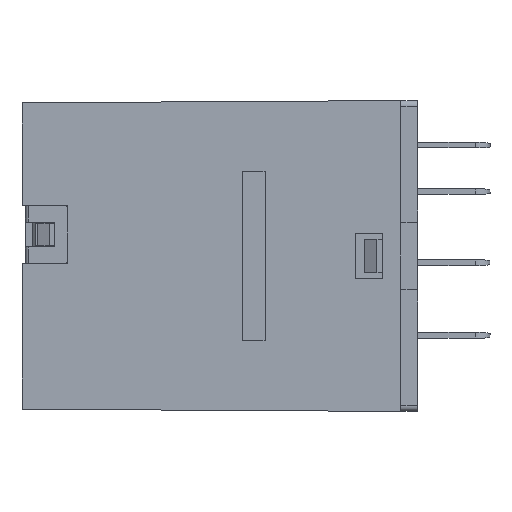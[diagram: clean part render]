
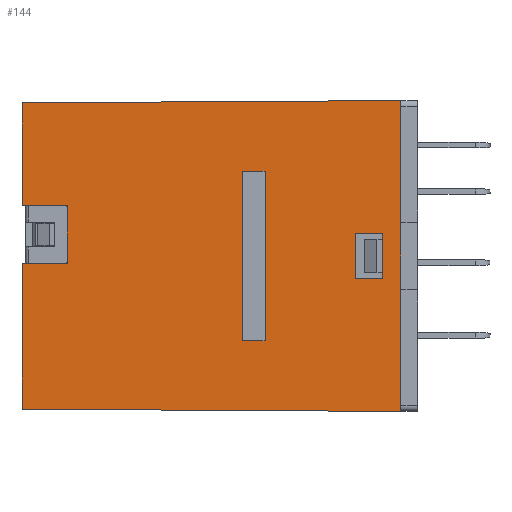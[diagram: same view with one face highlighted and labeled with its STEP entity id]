
A CAD part, left-side view. The second image highlights one B-rep face of the part: STEP entity #144.
In plain terms, the highlighted face is planar.
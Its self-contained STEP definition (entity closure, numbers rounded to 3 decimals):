
#30 = CARTESIAN_POINT ( 'NONE',  ( 13.55, 33.5, -10.3 ) ) ;
#45 = EDGE_CURVE ( 'NONE', #3779, #6244, #640, .T. ) ;
#46 = VECTOR ( 'NONE', #1941, 1000. ) ;
#78 = CARTESIAN_POINT ( 'NONE',  ( 0.65, 29.5, -10.324 ) ) ;
#82 = VERTEX_POINT ( 'NONE', #4862 ) ;
#121 = VERTEX_POINT ( 'NONE', #4944 ) ;
#138 = VERTEX_POINT ( 'NONE', #6552 ) ;
#144 = ADVANCED_FACE ( 'NONE', ( #1189, #3585, #4204 ), #4788, .T. ) ;
#374 = VECTOR ( 'NONE', #4829, 1000. ) ;
#394 = B_SPLINE_CURVE_WITH_KNOTS ( 'NONE', 3,
 ( #30, #3075, #1236, #7150 ),
 .UNSPECIFIED., .F., .F.,
 ( 4, 4 ),
 ( 0., 0.476 ),
 .UNSPECIFIED. ) ;
#532 = VECTOR ( 'NONE', #7625, 1000. ) ;
#603 = DIRECTION ( 'NONE',  ( 0., 1., 0.006 ) ) ;
#617 = VERTEX_POINT ( 'NONE', #7497 ) ;
#640 = LINE ( 'NONE', #6112, #374 ) ;
#791 = CARTESIAN_POINT ( 'NONE',  ( -7.5, 12., -10.428 ) ) ;
#872 = VECTOR ( 'NONE', #1719, 1000. ) ;
#973 = LINE ( 'NONE', #4105, #4797 ) ;
#1037 = LINE ( 'NONE', #7571, #4504 ) ;
#1049 = CARTESIAN_POINT ( 'NONE',  ( -13.55, 33.5, -10.3 ) ) ;
#1080 = VERTEX_POINT ( 'NONE', #5271 ) ;
#1085 = VERTEX_POINT ( 'NONE', #2302 ) ;
#1149 = ORIENTED_EDGE ( 'NONE', *, *, #7220, .F. ) ;
#1189 = FACE_BOUND ( 'NONE', #3019, .T. ) ;
#1223 = DIRECTION ( 'NONE',  ( 0., 0.006, -1. ) ) ;
#1236 = CARTESIAN_POINT ( 'NONE',  ( 4.95, 33.5, -10.3 ) ) ;
#1335 = LINE ( 'NONE', #3798, #3031 ) ;
#1369 = ORIENTED_EDGE ( 'NONE', *, *, #5490, .F. ) ;
#1405 = EDGE_CURVE ( 'NONE', #1682, #138, #7003, .T. ) ;
#1512 = VECTOR ( 'NONE', #4208, 1000. ) ;
#1663 = CARTESIAN_POINT ( 'NONE',  ( -10.517, 33.5, -10.3 ) ) ;
#1682 = VERTEX_POINT ( 'NONE', #5711 ) ;
#1719 = DIRECTION ( 'NONE',  ( -0.006, -1., -0.006 ) ) ;
#1768 = LINE ( 'NONE', #5404, #532 ) ;
#1941 = DIRECTION ( 'NONE',  ( 0., 1., 0.006 ) ) ;
#1974 = CARTESIAN_POINT ( 'NONE',  ( 0.65, 33.5, -10.3 ) ) ;
#2121 = EDGE_CURVE ( 'NONE', #138, #4257, #2224, .T. ) ;
#2224 = LINE ( 'NONE', #1049, #872 ) ;
#2302 = CARTESIAN_POINT ( 'NONE',  ( 13.55, 33.5, -10.3 ) ) ;
#2617 = VERTEX_POINT ( 'NONE', #4012 ) ;
#2647 = EDGE_CURVE ( 'NONE', #2617, #4378, #1037, .T. ) ;
#2731 = VERTEX_POINT ( 'NONE', #3622 ) ;
#2960 = ORIENTED_EDGE ( 'NONE', *, *, #4362, .F. ) ;
#2961 = LINE ( 'NONE', #4758, #5796 ) ;
#2988 = CARTESIAN_POINT ( 'NONE',  ( 13.75, 0., -10.5 ) ) ;
#3019 = EDGE_LOOP ( 'NONE', ( #5486, #6480, #3856, #5067 ) ) ;
#3031 = VECTOR ( 'NONE', #5510, 1000. ) ;
#3052 = EDGE_CURVE ( 'NONE', #2731, #121, #4171, .T. ) ;
#3075 = CARTESIAN_POINT ( 'NONE',  ( 9.25, 33.5, -10.3 ) ) ;
#3223 = CARTESIAN_POINT ( 'NONE',  ( 13.55, 33.5, -10.3 ) ) ;
#3246 = EDGE_CURVE ( 'NONE', #1085, #82, #4399, .T. ) ;
#3318 = B_SPLINE_CURVE_WITH_KNOTS ( 'NONE', 3,
 ( #2988, #5372, #4205, #6590 ),
 .UNSPECIFIED., .F., .F.,
 ( 4, 4 ),
 ( 0., 1. ),
 .UNSPECIFIED. ) ;
#3320 = ORIENTED_EDGE ( 'NONE', *, *, #6155, .T. ) ;
#3348 = CARTESIAN_POINT ( 'NONE',  ( -13.55, 33.5, -10.3 ) ) ;
#3401 = VECTOR ( 'NONE', #5601, 1000. ) ;
#3545 = CARTESIAN_POINT ( 'NONE',  ( 13.55, 1.6, -10.49 ) ) ;
#3585 = FACE_OUTER_BOUND ( 'NONE', #7731, .T. ) ;
#3611 = ORIENTED_EDGE ( 'NONE', *, *, #3246, .T. ) ;
#3622 = CARTESIAN_POINT ( 'NONE',  ( 2., 1.6, -10.49 ) ) ;
#3736 = ORIENTED_EDGE ( 'NONE', *, *, #2121, .F. ) ;
#3768 = DIRECTION ( 'NONE',  ( 0., 1., 0.006 ) ) ;
#3779 = VERTEX_POINT ( 'NONE', #6852 ) ;
#3798 = CARTESIAN_POINT ( 'NONE',  ( 7.5, 12., -10.428 ) ) ;
#3818 = CARTESIAN_POINT ( 'NONE',  ( -4.45, 29.5, -10.324 ) ) ;
#3856 = ORIENTED_EDGE ( 'NONE', *, *, #3992, .T. ) ;
#3859 = ORIENTED_EDGE ( 'NONE', *, *, #1405, .F. ) ;
#3908 = EDGE_CURVE ( 'NONE', #4465, #6953, #1768, .T. ) ;
#3913 = DIRECTION ( 'NONE',  ( 0., 1., 0.006 ) ) ;
#3992 = EDGE_CURVE ( 'NONE', #4378, #6244, #1335, .T. ) ;
#4012 = CARTESIAN_POINT ( 'NONE',  ( -7.5, 12., -10.428 ) ) ;
#4095 = ORIENTED_EDGE ( 'NONE', *, *, #5439, .F. ) ;
#4105 = CARTESIAN_POINT ( 'NONE',  ( 13.55, 4., -10.476 ) ) ;
#4161 = ORIENTED_EDGE ( 'NONE', *, *, #3052, .F. ) ;
#4171 = LINE ( 'NONE', #3545, #1512 ) ;
#4174 = LINE ( 'NONE', #6439, #5936 ) ;
#4178 = DIRECTION ( 'NONE',  ( 1., 0., 0. ) ) ;
#4204 = FACE_BOUND ( 'NONE', #7700, .T. ) ;
#4205 = CARTESIAN_POINT ( 'NONE',  ( -4.583, 0., -10.5 ) ) ;
#4208 = DIRECTION ( 'NONE',  ( -1., 0., 0. ) ) ;
#4257 = VERTEX_POINT ( 'NONE', #7293 ) ;
#4362 = EDGE_CURVE ( 'NONE', #121, #1080, #6786, .T. ) ;
#4378 = VERTEX_POINT ( 'NONE', #6829 ) ;
#4399 = LINE ( 'NONE', #3223, #3401 ) ;
#4465 = VERTEX_POINT ( 'NONE', #1974 ) ;
#4480 = VERTEX_POINT ( 'NONE', #3818 ) ;
#4504 = VECTOR ( 'NONE', #6869, 1000. ) ;
#4538 = DIRECTION ( 'NONE',  ( 1., 0., 0. ) ) ;
#4625 = AXIS2_PLACEMENT_3D ( 'NONE', #5960, #1223, #603 ) ;
#4676 = ORIENTED_EDGE ( 'NONE', *, *, #3908, .F. ) ;
#4758 = CARTESIAN_POINT ( 'NONE',  ( 13.55, 29.5, -10.324 ) ) ;
#4788 = PLANE ( 'NONE',  #4625 ) ;
#4797 = VECTOR ( 'NONE', #4538, 1000. ) ;
#4829 = DIRECTION ( 'NONE',  ( 1., 0., 0. ) ) ;
#4862 = CARTESIAN_POINT ( 'NONE',  ( 13.75, 0., -10.5 ) ) ;
#4944 = CARTESIAN_POINT ( 'NONE',  ( -2., 1.6, -10.49 ) ) ;
#5045 = EDGE_CURVE ( 'NONE', #2617, #3779, #7515, .T. ) ;
#5067 = ORIENTED_EDGE ( 'NONE', *, *, #45, .F. ) ;
#5170 = VECTOR ( 'NONE', #3913, 1000. ) ;
#5271 = CARTESIAN_POINT ( 'NONE',  ( -2., 4., -10.476 ) ) ;
#5372 = CARTESIAN_POINT ( 'NONE',  ( 4.583, 0., -10.5 ) ) ;
#5404 = CARTESIAN_POINT ( 'NONE',  ( 0.65, 33.5, -10.3 ) ) ;
#5439 = EDGE_CURVE ( 'NONE', #4480, #1682, #5708, .T. ) ;
#5486 = ORIENTED_EDGE ( 'NONE', *, *, #5045, .F. ) ;
#5490 = EDGE_CURVE ( 'NONE', #1080, #617, #973, .T. ) ;
#5510 = DIRECTION ( 'NONE',  ( 0., 1., 0.006 ) ) ;
#5589 = ORIENTED_EDGE ( 'NONE', *, *, #6072, .F. ) ;
#5601 = DIRECTION ( 'NONE',  ( 0.006, -1., -0.006 ) ) ;
#5629 = CARTESIAN_POINT ( 'NONE',  ( -4.45, 33.5, -10.3 ) ) ;
#5708 = LINE ( 'NONE', #5629, #5170 ) ;
#5711 = CARTESIAN_POINT ( 'NONE',  ( -4.45, 33.5, -10.3 ) ) ;
#5796 = VECTOR ( 'NONE', #4178, 1000. ) ;
#5936 = VECTOR ( 'NONE', #7724, 1000. ) ;
#5960 = CARTESIAN_POINT ( 'NONE',  ( 13.55, 33.5, -10.3 ) ) ;
#6072 = EDGE_CURVE ( 'NONE', #1085, #4465, #394, .T. ) ;
#6112 = CARTESIAN_POINT ( 'NONE',  ( -7.5, 14., -10.416 ) ) ;
#6155 = EDGE_CURVE ( 'NONE', #4480, #6953, #2961, .T. ) ;
#6213 = ORIENTED_EDGE ( 'NONE', *, *, #6579, .T. ) ;
#6236 = CARTESIAN_POINT ( 'NONE',  ( -7.483, 33.5, -10.3 ) ) ;
#6244 = VERTEX_POINT ( 'NONE', #7260 ) ;
#6439 = CARTESIAN_POINT ( 'NONE',  ( 2., 33.5, -10.3 ) ) ;
#6480 = ORIENTED_EDGE ( 'NONE', *, *, #2647, .T. ) ;
#6543 = VECTOR ( 'NONE', #3768, 1000. ) ;
#6552 = CARTESIAN_POINT ( 'NONE',  ( -13.55, 33.5, -10.3 ) ) ;
#6579 = EDGE_CURVE ( 'NONE', #82, #4257, #3318, .T. ) ;
#6590 = CARTESIAN_POINT ( 'NONE',  ( -13.75, 0., -10.5 ) ) ;
#6786 = LINE ( 'NONE', #6860, #46 ) ;
#6829 = CARTESIAN_POINT ( 'NONE',  ( 7.5, 12., -10.428 ) ) ;
#6852 = CARTESIAN_POINT ( 'NONE',  ( -7.5, 14., -10.416 ) ) ;
#6860 = CARTESIAN_POINT ( 'NONE',  ( -2., 33.5, -10.3 ) ) ;
#6869 = DIRECTION ( 'NONE',  ( 1., 0., 0. ) ) ;
#6953 = VERTEX_POINT ( 'NONE', #78 ) ;
#7003 = B_SPLINE_CURVE_WITH_KNOTS ( 'NONE', 3,
 ( #7486, #6236, #1663, #3348 ),
 .UNSPECIFIED., .F., .F.,
 ( 4, 4 ),
 ( 0.664, 1. ),
 .UNSPECIFIED. ) ;
#7150 = CARTESIAN_POINT ( 'NONE',  ( 0.65, 33.5, -10.3 ) ) ;
#7220 = EDGE_CURVE ( 'NONE', #617, #2731, #4174, .T. ) ;
#7260 = CARTESIAN_POINT ( 'NONE',  ( 7.5, 14., -10.416 ) ) ;
#7293 = CARTESIAN_POINT ( 'NONE',  ( -13.75, 0., -10.5 ) ) ;
#7486 = CARTESIAN_POINT ( 'NONE',  ( -4.45, 33.5, -10.3 ) ) ;
#7497 = CARTESIAN_POINT ( 'NONE',  ( 2., 4., -10.476 ) ) ;
#7515 = LINE ( 'NONE', #791, #6543 ) ;
#7571 = CARTESIAN_POINT ( 'NONE',  ( -7.5, 12., -10.428 ) ) ;
#7625 = DIRECTION ( 'NONE',  ( 0., -1., -0.006 ) ) ;
#7700 = EDGE_LOOP ( 'NONE', ( #2960, #4161, #1149, #1369 ) ) ;
#7724 = DIRECTION ( 'NONE',  ( 0., -1., -0.006 ) ) ;
#7731 = EDGE_LOOP ( 'NONE', ( #3320, #4676, #5589, #3611, #6213, #3736, #3859, #4095 ) ) ;
